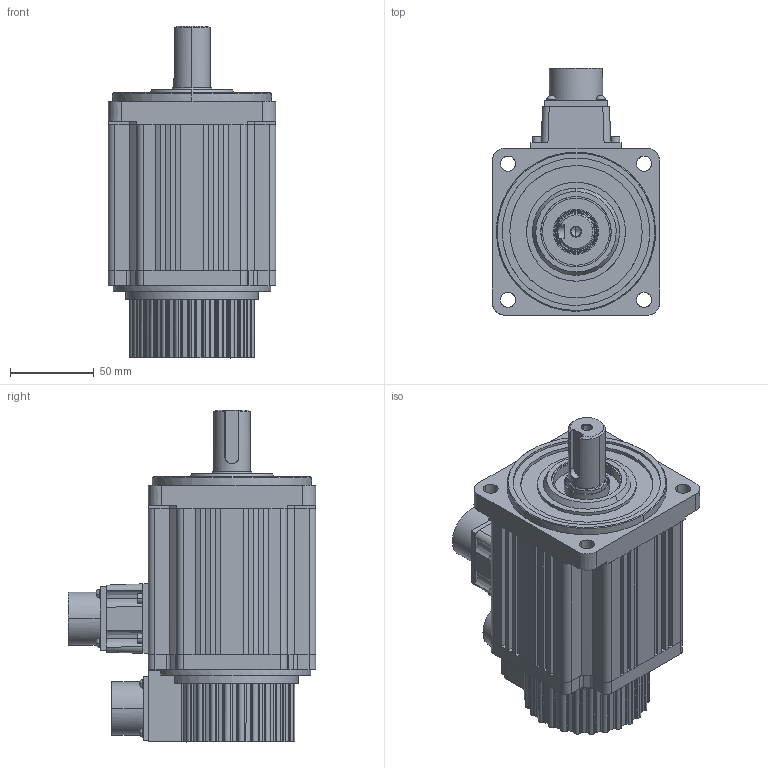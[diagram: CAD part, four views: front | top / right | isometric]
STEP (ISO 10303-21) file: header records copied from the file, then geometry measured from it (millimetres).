
FILE_DESCRIPTION (( 'STEP AP214' ), '1' );
FILE_NAME ('SV2L-x10N coord fxt.STEP', '2022-10-05T12:19:44', ( '' ), ( '' ), 'SwSTEP 2.0', 'SolidWorks 2021', '' );
FILE_SCHEMA (( 'AUTOMOTIVE_DESIGN' ));
Length unit declared in the file: inch
Products named in the file (1): SV2L-x10N coord fxt
Bounding box: 100 x 147.75 x 198.25 mm (x, y, z)
Volume: 1283933.8 mm3; surface area: 110501.8 mm2
Topology: 2 solids, 2 shells, 566 faces, 1488 edges, 955 vertices
Faces by surface type: plane 274, cylinder 240, cone 33, torus 16, bspline 3
Entity records: 22957 total; most frequent: CARTESIAN_POINT 10536, ORIENTED_EDGE 2972, DIRECTION 1900, EDGE_CURVE 1486, VERTEX_POINT 955, B_SPLINE_CURVE_WITH_KNOTS 833, AXIS2_PLACEMENT_3D 683, EDGE_LOOP 607
